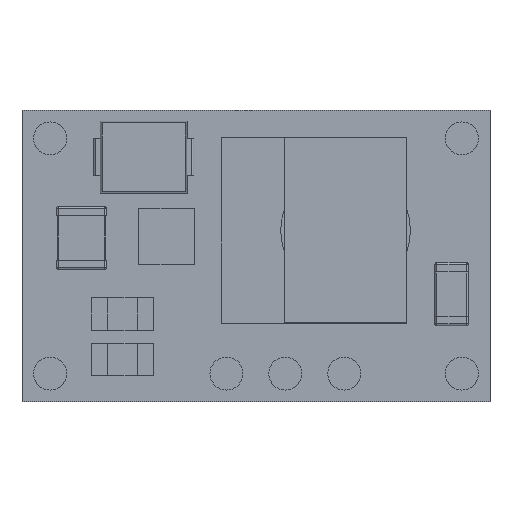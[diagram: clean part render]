
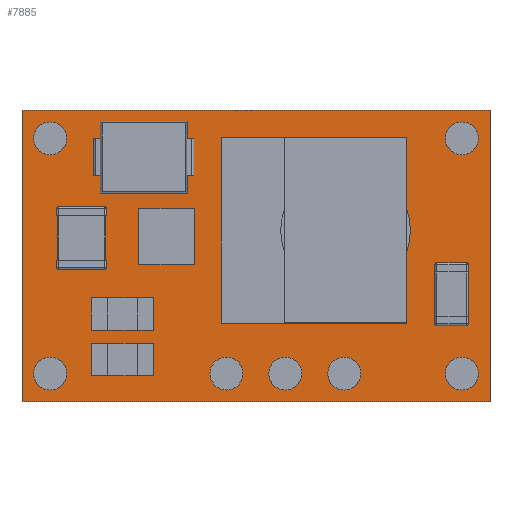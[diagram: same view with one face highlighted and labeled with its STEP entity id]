
A CAD part, top view. The second image highlights one B-rep face of the part: STEP entity #7885.
In plain terms, the highlighted free-form (B-spline) face has degree [1, 1] with [2, 2] control points.
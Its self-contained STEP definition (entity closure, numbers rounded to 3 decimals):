
#7846=CARTESIAN_POINT('',(-12.635,-7.875,3.2));
#7847=CARTESIAN_POINT('',(12.635,-7.875,3.2));
#7848=CARTESIAN_POINT('',(-12.635,7.875,3.2));
#7849=CARTESIAN_POINT('',(12.635,7.875,3.2));
#7850=B_SPLINE_SURFACE_WITH_KNOTS('',1,1,((#7846,#7848),(#7847,#7849)),.UNSPECIFIED.,.F.,.F.,.U.,(2,2),(2,2),(0.0,25.27),(0.0,15.75),.UNSPECIFIED.);
#7851=CARTESIAN_POINT('',(12.635,7.875,3.2));
#7852=VERTEX_POINT('',#7851);
#7853=CARTESIAN_POINT('',(12.635,-7.875,3.2));
#7854=VERTEX_POINT('',#7853);
#7855=CARTESIAN_POINT('',(12.635,7.875,3.2));
#7856=DIRECTION('',(0.0,-1.0,0.0));
#7857=VECTOR('',#7856,15.75);
#7858=LINE('',#7855,#7857);
#7859=EDGE_CURVE('',#7852,#7854,#7858,.T.);
#7860=ORIENTED_EDGE('',*,*,#7859,.F.);
#7861=CARTESIAN_POINT('',(-12.635,7.875,3.2));
#7862=VERTEX_POINT('',#7861);
#7863=CARTESIAN_POINT('',(-12.635,7.875,3.2));
#7864=DIRECTION('',(1.0,0.0,0.0));
#7865=VECTOR('',#7864,25.27);
#7866=LINE('',#7863,#7865);
#7867=EDGE_CURVE('',#7862,#7852,#7866,.T.);
#7868=ORIENTED_EDGE('',*,*,#7867,.F.);
#7869=CARTESIAN_POINT('',(-12.635,-7.875,3.2));
#7870=VERTEX_POINT('',#7869);
#7871=CARTESIAN_POINT('',(-12.635,-7.875,3.2));
#7872=DIRECTION('',(0.0,1.0,0.0));
#7873=VECTOR('',#7872,15.75);
#7874=LINE('',#7871,#7873);
#7875=EDGE_CURVE('',#7870,#7862,#7874,.T.);
#7876=ORIENTED_EDGE('',*,*,#7875,.F.);
#7877=CARTESIAN_POINT('',(12.635,-7.875,3.2));
#7878=DIRECTION('',(-1.0,0.0,0.0));
#7879=VECTOR('',#7878,25.27);
#7880=LINE('',#7877,#7879);
#7881=EDGE_CURVE('',#7854,#7870,#7880,.T.);
#7882=ORIENTED_EDGE('',*,*,#7881,.F.);
#7883=EDGE_LOOP('',(#7860,#7868,#7876,#7882));
#7884=FACE_OUTER_BOUND('',#7883,.T.);
#7885=ADVANCED_FACE('',(#7884),#7850,.T.);
